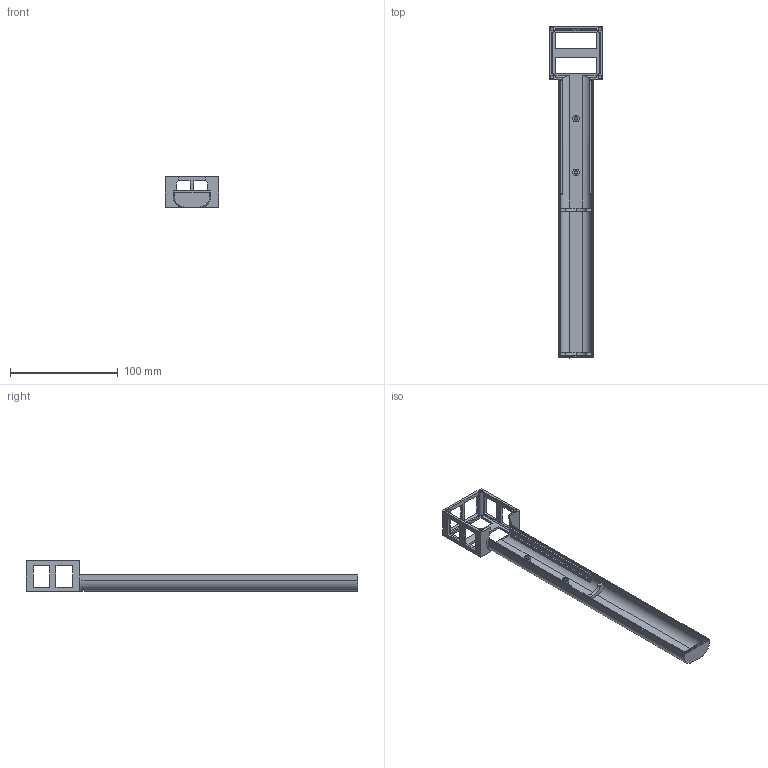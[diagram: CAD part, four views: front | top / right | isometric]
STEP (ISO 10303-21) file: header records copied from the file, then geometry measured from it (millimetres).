
FILE_DESCRIPTION (( 'STEP AP214' ), '1' );
FILE_NAME ('武器把手.STEP', '2024-03-07T09:22:10', ( '' ), ( '' ), 'SwSTEP 2.0', 'SolidWorks 2020', '' );
FILE_SCHEMA (( 'AUTOMOTIVE_DESIGN' ));
Length unit declared in the file: millimetre
Products named in the file (3): box.stp; 武器把手; 武器把手.stp
Assembly tree (2 placements, depth 3):
  武器把手
    武器把手.stp
      box.stp
Bounding box: 50.04 x 308 x 28 mm (x, y, z)
Volume: 36785.1 mm3; surface area: 40255.1 mm2
Topology: 1 solids, 1 shells, 149 faces, 408 edges, 271 vertices
Faces by surface type: plane 113, cylinder 29, bspline 4, cone 3
Entity records: 4829 total; most frequent: CARTESIAN_POINT 928, ORIENTED_EDGE 816, DIRECTION 759, EDGE_CURVE 408, VECTOR 319, LINE 319, VERTEX_POINT 271, AXIS2_PLACEMENT_3D 220
